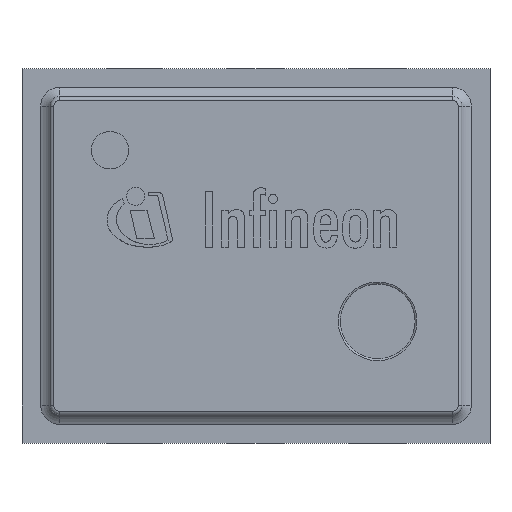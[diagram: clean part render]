
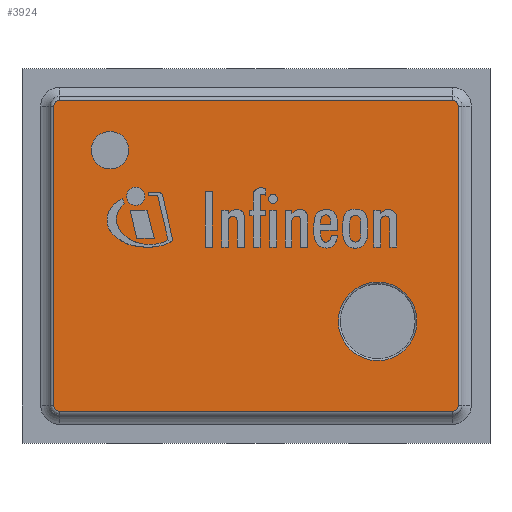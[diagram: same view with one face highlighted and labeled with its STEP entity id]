
A CAD part, top view. The second image highlights one B-rep face of the part: STEP entity #3924.
In plain terms, the highlighted planar face has unit normal (0, 0, 1).
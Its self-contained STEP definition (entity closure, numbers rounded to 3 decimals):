
#169=FACE_BOUND('',#681,.T.);
#170=FACE_BOUND('',#682,.T.);
#185=CIRCLE('',#4177,0.1);
#188=CIRCLE('',#4182,0.21);
#190=CIRCLE('',#4186,0.03);
#191=CIRCLE('',#4187,0.03);
#192=CIRCLE('',#4188,0.03);
#193=CIRCLE('',#4189,0.03);
#432=FACE_OUTER_BOUND('',#680,.T.);
#680=EDGE_LOOP('',(#3398,#3399,#3400,#3401,#3402,#3403,#3404,#3405));
#681=EDGE_LOOP('',(#3406));
#682=EDGE_LOOP('',(#3407));
#1125=LINE('',#6690,#1563);
#1126=LINE('',#6694,#1564);
#1127=LINE('',#6698,#1565);
#1128=LINE('',#6702,#1566);
#1563=VECTOR('',#5074,1.);
#1564=VECTOR('',#5077,1.);
#1565=VECTOR('',#5080,1.);
#1566=VECTOR('',#5083,1.);
#1899=VERTEX_POINT('',#6674);
#1902=VERTEX_POINT('',#6682);
#1904=VERTEX_POINT('',#6688);
#1905=VERTEX_POINT('',#6689);
#1906=VERTEX_POINT('',#6691);
#1907=VERTEX_POINT('',#6693);
#1908=VERTEX_POINT('',#6695);
#1909=VERTEX_POINT('',#6697);
#1910=VERTEX_POINT('',#6699);
#1911=VERTEX_POINT('',#6701);
#2404=EDGE_CURVE('',#1899,#1899,#185,.T.);
#2407=EDGE_CURVE('',#1902,#1902,#188,.T.);
#2409=EDGE_CURVE('',#1904,#1905,#1125,.T.);
#2410=EDGE_CURVE('',#1906,#1904,#190,.T.);
#2411=EDGE_CURVE('',#1907,#1906,#1126,.T.);
#2412=EDGE_CURVE('',#1908,#1907,#191,.T.);
#2413=EDGE_CURVE('',#1909,#1908,#1127,.T.);
#2414=EDGE_CURVE('',#1910,#1909,#192,.T.);
#2415=EDGE_CURVE('',#1911,#1910,#1128,.T.);
#2416=EDGE_CURVE('',#1905,#1911,#193,.T.);
#3398=ORIENTED_EDGE('',*,*,#2409,.F.);
#3399=ORIENTED_EDGE('',*,*,#2410,.F.);
#3400=ORIENTED_EDGE('',*,*,#2411,.F.);
#3401=ORIENTED_EDGE('',*,*,#2412,.F.);
#3402=ORIENTED_EDGE('',*,*,#2413,.F.);
#3403=ORIENTED_EDGE('',*,*,#2414,.F.);
#3404=ORIENTED_EDGE('',*,*,#2415,.F.);
#3405=ORIENTED_EDGE('',*,*,#2416,.F.);
#3406=ORIENTED_EDGE('',*,*,#2404,.T.);
#3407=ORIENTED_EDGE('',*,*,#2407,.F.);
#3710=PLANE('',#4185);
#3924=ADVANCED_FACE('',(#432,#169,#170),#3710,.T.);
#4177=AXIS2_PLACEMENT_3D('',#6675,#5056,#5057);
#4182=AXIS2_PLACEMENT_3D('',#6683,#5066,#5067);
#4185=AXIS2_PLACEMENT_3D('',#6687,#5072,#5073);
#4186=AXIS2_PLACEMENT_3D('',#6692,#5075,#5076);
#4187=AXIS2_PLACEMENT_3D('',#6696,#5078,#5079);
#4188=AXIS2_PLACEMENT_3D('',#6700,#5081,#5082);
#4189=AXIS2_PLACEMENT_3D('',#6703,#5084,#5085);
#5056=DIRECTION('center_axis',(0.,0.,-1.));
#5057=DIRECTION('ref_axis',(-1.,0.,0.));
#5066=DIRECTION('center_axis',(0.,0.,1.));
#5067=DIRECTION('ref_axis',(-1.,0.,0.));
#5072=DIRECTION('center_axis',(0.,0.,1.));
#5073=DIRECTION('ref_axis',(1.,0.,0.));
#5074=DIRECTION('',(0.,-1.,0.));
#5075=DIRECTION('center_axis',(0.,0.,-1.));
#5076=DIRECTION('ref_axis',(0.707,0.707,0.));
#5077=DIRECTION('',(1.,0.,0.));
#5078=DIRECTION('center_axis',(0.,0.,-1.));
#5079=DIRECTION('ref_axis',(-0.707,0.707,0.));
#5080=DIRECTION('',(0.,1.,0.));
#5081=DIRECTION('center_axis',(0.,0.,-1.));
#5082=DIRECTION('ref_axis',(-0.707,-0.707,0.));
#5083=DIRECTION('',(-1.,0.,0.));
#5084=DIRECTION('center_axis',(0.,0.,-1.));
#5085=DIRECTION('ref_axis',(0.707,-0.707,0.));
#6674=CARTESIAN_POINT('',(-0.68,0.564,1.1));
#6675=CARTESIAN_POINT('Origin',(-0.78,0.564,1.1));
#6682=CARTESIAN_POINT('',(0.86,-0.35,1.1));
#6683=CARTESIAN_POINT('Origin',(0.65,-0.35,1.1));
#6687=CARTESIAN_POINT('Origin',(0.,0.,
1.1));
#6688=CARTESIAN_POINT('',(1.08,0.8,1.1));
#6689=CARTESIAN_POINT('',(1.08,-0.8,1.1));
#6690=CARTESIAN_POINT('',(1.08,-0.4,1.1));
#6691=CARTESIAN_POINT('',(1.05,0.83,1.1));
#6692=CARTESIAN_POINT('Origin',(1.05,0.8,1.1));
#6693=CARTESIAN_POINT('',(-1.05,0.83,1.1));
#6694=CARTESIAN_POINT('',(0.525,0.83,1.1));
#6695=CARTESIAN_POINT('',(-1.08,0.8,1.1));
#6696=CARTESIAN_POINT('Origin',(-1.05,0.8,1.1));
#6697=CARTESIAN_POINT('',(-1.08,-0.8,1.1));
#6698=CARTESIAN_POINT('',(-1.08,0.4,1.1));
#6699=CARTESIAN_POINT('',(-1.05,-0.83,1.1));
#6700=CARTESIAN_POINT('Origin',(-1.05,-0.8,1.1));
#6701=CARTESIAN_POINT('',(1.05,-0.83,1.1));
#6702=CARTESIAN_POINT('',(-0.525,-0.83,1.1));
#6703=CARTESIAN_POINT('Origin',(1.05,-0.8,1.1));
